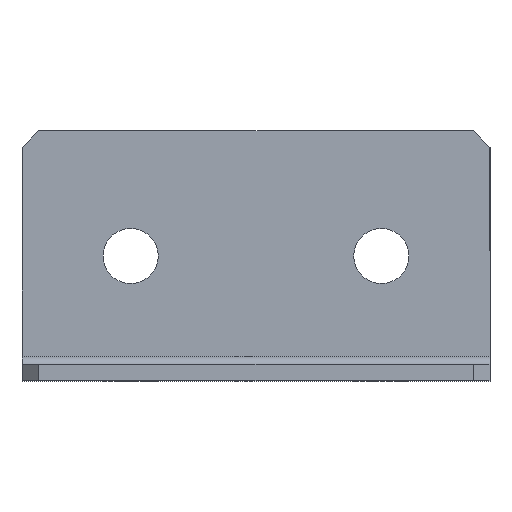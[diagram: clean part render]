
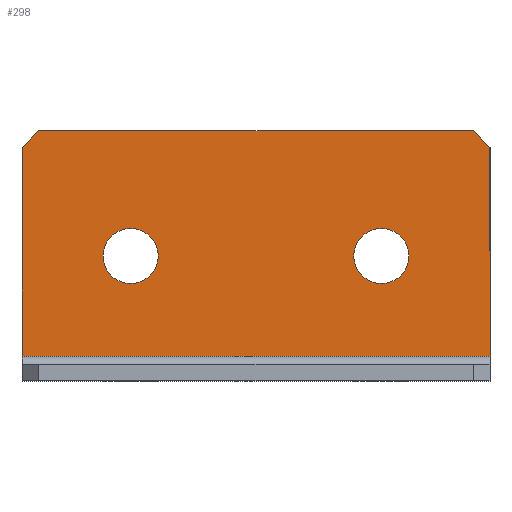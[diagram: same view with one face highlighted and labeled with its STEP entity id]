
A CAD part, top view. The second image highlights one B-rep face of the part: STEP entity #298.
In plain terms, the highlighted planar face has unit normal (0, 0, 1).
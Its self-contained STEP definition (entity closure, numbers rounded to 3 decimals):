
#7 = CARTESIAN_POINT ( 'NONE',  ( 11.7, 15., 2. ) ) ;
#16 = FACE_BOUND ( 'NONE', #281, .T. ) ;
#25 = AXIS2_PLACEMENT_3D ( 'NONE', #593, #260, #460 ) ;
#30 = DIRECTION ( 'NONE',  ( -0.707, 0.707, 0. ) ) ;
#33 = VECTOR ( 'NONE', #566, 1000. ) ;
#46 = CARTESIAN_POINT ( 'NONE',  ( -26., 30., 2. ) ) ;
#49 = DIRECTION ( 'NONE',  ( 0., 0., 1. ) ) ;
#87 = VECTOR ( 'NONE', #201, 1000. ) ;
#94 = EDGE_CURVE ( 'NONE', #519, #243, #665, .T. ) ;
#98 = AXIS2_PLACEMENT_3D ( 'NONE', #393, #648, #581 ) ;
#115 = EDGE_CURVE ( 'NONE', #776, #315, #747, .T. ) ;
#116 = CARTESIAN_POINT ( 'NONE',  ( -28., 3., 2. ) ) ;
#118 = DIRECTION ( 'NONE',  ( 1., 0., 0. ) ) ;
#139 = ORIENTED_EDGE ( 'NONE', *, *, #357, .F. ) ;
#141 = CARTESIAN_POINT ( 'NONE',  ( -15., 15., 2. ) ) ;
#142 = ORIENTED_EDGE ( 'NONE', *, *, #244, .F. ) ;
#179 = CARTESIAN_POINT ( 'NONE',  ( 15., 15., 2. ) ) ;
#189 = AXIS2_PLACEMENT_3D ( 'NONE', #141, #402, #276 ) ;
#201 = DIRECTION ( 'NONE',  ( 0., -1., 0. ) ) ;
#235 = ORIENTED_EDGE ( 'NONE', *, *, #94, .F. ) ;
#237 = EDGE_CURVE ( 'NONE', #546, #249, #444, .T. ) ;
#243 = VERTEX_POINT ( 'NONE', #7 ) ;
#244 = EDGE_CURVE ( 'NONE', #243, #519, #702, .T. ) ;
#249 = VERTEX_POINT ( 'NONE', #642 ) ;
#258 = VECTOR ( 'NONE', #30, 1000. ) ;
#260 = DIRECTION ( 'NONE',  ( 0., 0., 1. ) ) ;
#263 = AXIS2_PLACEMENT_3D ( 'NONE', #179, #518, #118 ) ;
#264 = CARTESIAN_POINT ( 'NONE',  ( 26., 30., 2. ) ) ;
#276 = DIRECTION ( 'NONE',  ( 1., 0., 0. ) ) ;
#281 = EDGE_LOOP ( 'NONE', ( #715, #418 ) ) ;
#298 = ADVANCED_FACE ( 'NONE', ( #16, #705, #651 ), #390, .F. ) ;
#305 = VECTOR ( 'NONE', #312, 1000. ) ;
#309 = CARTESIAN_POINT ( 'NONE',  ( -28., 30., 2. ) ) ;
#310 = EDGE_LOOP ( 'NONE', ( #824, #797, #628, #360, #491, #139 ) ) ;
#312 = DIRECTION ( 'NONE',  ( -0.707, -0.707, 0. ) ) ;
#315 = VERTEX_POINT ( 'NONE', #531 ) ;
#333 = EDGE_CURVE ( 'NONE', #575, #776, #552, .T. ) ;
#350 = CARTESIAN_POINT ( 'NONE',  ( 28., 28., 2. ) ) ;
#354 = DIRECTION ( 'NONE',  ( -1., 0., 0. ) ) ;
#357 = EDGE_CURVE ( 'NONE', #404, #721, #667, .T. ) ;
#360 = ORIENTED_EDGE ( 'NONE', *, *, #459, .T. ) ;
#390 = PLANE ( 'NONE',  #98 ) ;
#392 = CARTESIAN_POINT ( 'NONE',  ( 18.3, 15., 2. ) ) ;
#393 = CARTESIAN_POINT ( 'NONE',  ( 0., 0., 2. ) ) ;
#402 = DIRECTION ( 'NONE',  ( 0., 0., 1. ) ) ;
#404 = VERTEX_POINT ( 'NONE', #608 ) ;
#418 = ORIENTED_EDGE ( 'NONE', *, *, #513, .F. ) ;
#427 = VECTOR ( 'NONE', #354, 1000. ) ;
#444 = CIRCLE ( 'NONE', #189, 3.3 ) ;
#459 = EDGE_CURVE ( 'NONE', #315, #614, #559, .T. ) ;
#460 = DIRECTION ( 'NONE',  ( 1., 0., 0. ) ) ;
#483 = CARTESIAN_POINT ( 'NONE',  ( 28., 3., 2. ) ) ;
#489 = EDGE_CURVE ( 'NONE', #404, #575, #508, .T. ) ;
#491 = ORIENTED_EDGE ( 'NONE', *, *, #568, .T. ) ;
#503 = CARTESIAN_POINT ( 'NONE',  ( -28., 0., 2. ) ) ;
#508 = LINE ( 'NONE', #803, #612 ) ;
#512 = LINE ( 'NONE', #503, #87 ) ;
#513 = EDGE_CURVE ( 'NONE', #249, #546, #576, .T. ) ;
#518 = DIRECTION ( 'NONE',  ( 0., 0., 1. ) ) ;
#519 = VERTEX_POINT ( 'NONE', #392 ) ;
#525 = EDGE_LOOP ( 'NONE', ( #235, #142 ) ) ;
#531 = CARTESIAN_POINT ( 'NONE',  ( -26., 30., 2. ) ) ;
#546 = VERTEX_POINT ( 'NONE', #630 ) ;
#552 = LINE ( 'NONE', #350, #258 ) ;
#559 = LINE ( 'NONE', #46, #305 ) ;
#566 = DIRECTION ( 'NONE',  ( -1., 0., 0. ) ) ;
#568 = EDGE_CURVE ( 'NONE', #614, #721, #512, .T. ) ;
#570 = DIRECTION ( 'NONE',  ( 1., 0., 0. ) ) ;
#575 = VERTEX_POINT ( 'NONE', #622 ) ;
#576 = CIRCLE ( 'NONE', #726, 3.3 ) ;
#581 = DIRECTION ( 'NONE',  ( -1., 0., 0. ) ) ;
#593 = CARTESIAN_POINT ( 'NONE',  ( 15., 15., 2. ) ) ;
#608 = CARTESIAN_POINT ( 'NONE',  ( 28., 3., 2. ) ) ;
#612 = VECTOR ( 'NONE', #809, 1000. ) ;
#614 = VERTEX_POINT ( 'NONE', #680 ) ;
#622 = CARTESIAN_POINT ( 'NONE',  ( 28., 28., 2. ) ) ;
#628 = ORIENTED_EDGE ( 'NONE', *, *, #115, .T. ) ;
#630 = CARTESIAN_POINT ( 'NONE',  ( -11.7, 15., 2. ) ) ;
#642 = CARTESIAN_POINT ( 'NONE',  ( -18.3, 15., 2. ) ) ;
#648 = DIRECTION ( 'NONE',  ( 0., 0., -1. ) ) ;
#651 = FACE_OUTER_BOUND ( 'NONE', #310, .T. ) ;
#665 = CIRCLE ( 'NONE', #263, 3.3 ) ;
#667 = LINE ( 'NONE', #483, #427 ) ;
#680 = CARTESIAN_POINT ( 'NONE',  ( -28., 28., 2. ) ) ;
#702 = CIRCLE ( 'NONE', #25, 3.3 ) ;
#705 = FACE_BOUND ( 'NONE', #525, .T. ) ;
#715 = ORIENTED_EDGE ( 'NONE', *, *, #237, .F. ) ;
#721 = VERTEX_POINT ( 'NONE', #116 ) ;
#726 = AXIS2_PLACEMENT_3D ( 'NONE', #750, #49, #570 ) ;
#747 = LINE ( 'NONE', #309, #33 ) ;
#750 = CARTESIAN_POINT ( 'NONE',  ( -15., 15., 2. ) ) ;
#776 = VERTEX_POINT ( 'NONE', #264 ) ;
#797 = ORIENTED_EDGE ( 'NONE', *, *, #333, .T. ) ;
#803 = CARTESIAN_POINT ( 'NONE',  ( 28., 0., 2. ) ) ;
#809 = DIRECTION ( 'NONE',  ( 0., 1., 0. ) ) ;
#824 = ORIENTED_EDGE ( 'NONE', *, *, #489, .T. ) ;
